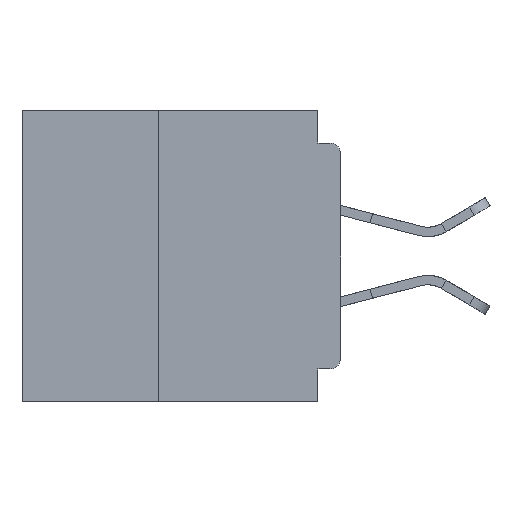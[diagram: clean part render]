
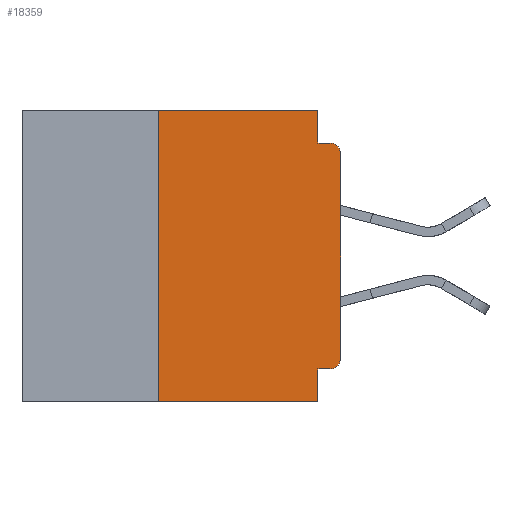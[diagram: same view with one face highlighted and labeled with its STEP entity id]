
A CAD part, left-side view. The second image highlights one B-rep face of the part: STEP entity #18359.
In plain terms, the highlighted planar face has unit normal (-1, 0, 0).
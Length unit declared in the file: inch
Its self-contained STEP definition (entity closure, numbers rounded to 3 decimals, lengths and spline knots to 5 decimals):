
#285 = CARTESIAN_POINT ( 'NONE',  ( 0., 0.015, -0.06 ) ) ;
#1433 = LINE ( 'NONE', #6949, #42537 ) ;
#1903 = EDGE_CURVE ( 'NONE', #38939, #25700, #42136, .T. ) ;
#2166 = LINE ( 'NONE', #16063, #35503 ) ;
#2600 = AXIS2_PLACEMENT_3D ( 'NONE', #285, #23611, #3682 ) ;
#3682 = DIRECTION ( 'NONE',  ( 0., 0., -1. ) ) ;
#3903 = VERTEX_POINT ( 'NONE', #40950 ) ;
#3923 = EDGE_CURVE ( 'NONE', #27984, #30076, #33684, .T. ) ;
#3996 = ORIENTED_EDGE ( 'NONE', *, *, #39920, .F. ) ;
#4026 = LINE ( 'NONE', #39482, #29560 ) ;
#4226 = ORIENTED_EDGE ( 'NONE', *, *, #28535, .F. ) ;
#4503 = VECTOR ( 'NONE', #39298, 39.37008 ) ;
#5284 = CARTESIAN_POINT ( 'NONE',  ( 0., 0.25, 0. ) ) ;
#5440 = DIRECTION ( 'NONE',  ( -1., 0., 0. ) ) ;
#5996 = CARTESIAN_POINT ( 'NONE',  ( 0., 0.031, -0.4 ) ) ;
#6427 = PLANE ( 'NONE',  #14816 ) ;
#6949 = CARTESIAN_POINT ( 'NONE',  ( 0., 0., -0.355 ) ) ;
#6974 = LINE ( 'NONE', #16106, #16902 ) ;
#7139 = VECTOR ( 'NONE', #40204, 39.37008 ) ;
#7335 = AXIS2_PLACEMENT_3D ( 'NONE', #25336, #5440, #28723 ) ;
#10098 = EDGE_CURVE ( 'NONE', #38939, #28663, #6974, .T. ) ;
#12349 = EDGE_LOOP ( 'NONE', ( #38540, #12740, #13692, #25258, #4226, #35954, #33098, #25408, #3996, #19923 ) ) ;
#12740 = ORIENTED_EDGE ( 'NONE', *, *, #31981, .T. ) ;
#13129 = CARTESIAN_POINT ( 'NONE',  ( 0., 0.437, 0. ) ) ;
#13380 = LINE ( 'NONE', #5996, #4503 ) ;
#13692 = ORIENTED_EDGE ( 'NONE', *, *, #3923, .F. ) ;
#14112 = CARTESIAN_POINT ( 'NONE',  ( 0., 0.031, 0. ) ) ;
#14816 = AXIS2_PLACEMENT_3D ( 'NONE', #13129, #36374, #16505 ) ;
#16063 = CARTESIAN_POINT ( 'NONE',  ( 0., 0.437, 0. ) ) ;
#16106 = CARTESIAN_POINT ( 'NONE',  ( 0., 0.437, -0.4 ) ) ;
#16487 = CARTESIAN_POINT ( 'NONE',  ( 0., 0.015, -0.045 ) ) ;
#16505 = DIRECTION ( 'NONE',  ( 0., 0., -1. ) ) ;
#16758 = CARTESIAN_POINT ( 'NONE',  ( 0., 0.031, -0.4 ) ) ;
#16902 = VECTOR ( 'NONE', #29294, 39.37008 ) ;
#17140 = CIRCLE ( 'NONE', #7335, 0.015 ) ;
#17695 = EDGE_CURVE ( 'NONE', #27301, #3903, #4026, .T. ) ;
#18282 = EDGE_CURVE ( 'NONE', #31868, #28663, #13380, .T. ) ;
#18359 = ADVANCED_FACE ( 'NONE', ( #35742 ), #6427, .F. ) ;
#19923 = ORIENTED_EDGE ( 'NONE', *, *, #31177, .T. ) ;
#23264 = CIRCLE ( 'NONE', #2600, 0.015 ) ;
#23611 = DIRECTION ( 'NONE',  ( -1., 0., 0. ) ) ;
#24388 = VERTEX_POINT ( 'NONE', #40977 ) ;
#25258 = ORIENTED_EDGE ( 'NONE', *, *, #30312, .F. ) ;
#25336 = CARTESIAN_POINT ( 'NONE',  ( 0., 0.015, -0.34 ) ) ;
#25408 = ORIENTED_EDGE ( 'NONE', *, *, #18282, .F. ) ;
#25700 = VERTEX_POINT ( 'NONE', #5284 ) ;
#27047 = VECTOR ( 'NONE', #30545, 39.37008 ) ;
#27301 = VERTEX_POINT ( 'NONE', #29630 ) ;
#27696 = VERTEX_POINT ( 'NONE', #31628 ) ;
#27984 = VERTEX_POINT ( 'NONE', #29725 ) ;
#28535 = EDGE_CURVE ( 'NONE', #25700, #24388, #2166, .T. ) ;
#28663 = VERTEX_POINT ( 'NONE', #16758 ) ;
#28723 = DIRECTION ( 'NONE',  ( 0., 0., -1. ) ) ;
#29294 = DIRECTION ( 'NONE',  ( 0., -1., 0. ) ) ;
#29560 = VECTOR ( 'NONE', #42764, 39.37008 ) ;
#29630 = CARTESIAN_POINT ( 'NONE',  ( 0., 0., -0.34 ) ) ;
#29725 = CARTESIAN_POINT ( 'NONE',  ( 0., 0.031, -0.045 ) ) ;
#30076 = VERTEX_POINT ( 'NONE', #16487 ) ;
#30312 = EDGE_CURVE ( 'NONE', #24388, #27984, #36948, .T. ) ;
#30545 = DIRECTION ( 'NONE',  ( 0., 0., -1. ) ) ;
#31177 = EDGE_CURVE ( 'NONE', #27696, #27301, #17140, .T. ) ;
#31249 = VECTOR ( 'NONE', #32700, 39.37008 ) ;
#31628 = CARTESIAN_POINT ( 'NONE',  ( 0., 0.015, -0.355 ) ) ;
#31868 = VERTEX_POINT ( 'NONE', #32663 ) ;
#31981 = EDGE_CURVE ( 'NONE', #3903, #30076, #23264, .T. ) ;
#32663 = CARTESIAN_POINT ( 'NONE',  ( 0., 0.031, -0.355 ) ) ;
#32700 = DIRECTION ( 'NONE',  ( 0., 0., 1. ) ) ;
#33098 = ORIENTED_EDGE ( 'NONE', *, *, #10098, .T. ) ;
#33684 = LINE ( 'NONE', #41167, #7139 ) ;
#35238 = CARTESIAN_POINT ( 'NONE',  ( 0., 0.25, -0.4 ) ) ;
#35503 = VECTOR ( 'NONE', #42554, 39.37008 ) ;
#35742 = FACE_OUTER_BOUND ( 'NONE', #12349, .T. ) ;
#35954 = ORIENTED_EDGE ( 'NONE', *, *, #1903, .F. ) ;
#36097 = CARTESIAN_POINT ( 'NONE',  ( 0., 0.25, -0.4 ) ) ;
#36374 = DIRECTION ( 'NONE',  ( 1., 0., 0. ) ) ;
#36894 = DIRECTION ( 'NONE',  ( 0., 1., 0. ) ) ;
#36948 = LINE ( 'NONE', #14112, #27047 ) ;
#38540 = ORIENTED_EDGE ( 'NONE', *, *, #17695, .T. ) ;
#38939 = VERTEX_POINT ( 'NONE', #35238 ) ;
#39298 = DIRECTION ( 'NONE',  ( 0., 0., -1. ) ) ;
#39482 = CARTESIAN_POINT ( 'NONE',  ( 0., 0., 0. ) ) ;
#39920 = EDGE_CURVE ( 'NONE', #27696, #31868, #1433, .T. ) ;
#40204 = DIRECTION ( 'NONE',  ( 0., -1., 0. ) ) ;
#40950 = CARTESIAN_POINT ( 'NONE',  ( 0., 0., -0.06 ) ) ;
#40977 = CARTESIAN_POINT ( 'NONE',  ( 0., 0.031, 0. ) ) ;
#41167 = CARTESIAN_POINT ( 'NONE',  ( 0., 0., -0.045 ) ) ;
#42136 = LINE ( 'NONE', #36097, #31249 ) ;
#42537 = VECTOR ( 'NONE', #36894, 39.37008 ) ;
#42554 = DIRECTION ( 'NONE',  ( 0., -1., 0. ) ) ;
#42764 = DIRECTION ( 'NONE',  ( 0., 0., 1. ) ) ;
